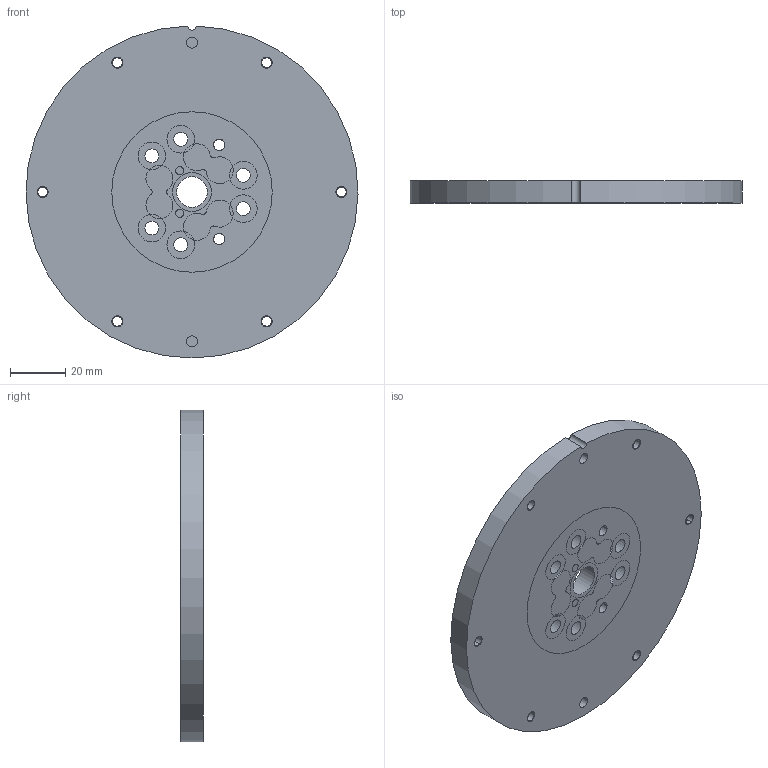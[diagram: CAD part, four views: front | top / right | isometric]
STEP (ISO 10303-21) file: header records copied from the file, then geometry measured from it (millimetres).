
FILE_DESCRIPTION((''),'2;1');
FILE_NAME('MG0004A0','2025-02-05T14:44:36',('sduddu'),(''),'CREO PARAMETRIC BY PTC INC, 2023014','CREO PARAMETRIC BY PTC INC, 2023014','');
FILE_SCHEMA(('AUTOMOTIVE_DESIGN { 1 0 10303 214 1 1 1 1 }'));
Length unit declared in the file: millimetre
Products named in the file (1): MG0004A0
Bounding box: 119.99 x 8 x 119.98 mm (x, y, z)
Volume: 85557.2 mm3; surface area: 29525.8 mm2
Topology: 1 solids, 8 shells, 77 faces, 239 edges, 179 vertices
Faces by surface type: cylinder 60, plane 17
Entity records: 5016 total; most frequent: DIRECTION 630, CARTESIAN_POINT 538, ORIENTED_EDGE 407, AXIS2_PLACEMENT_3D 274, PRESENTATION_STYLE_ASSIGNMENT 270, STYLED_ITEM 269, CURVE_STYLE 261, EDGE_CURVE 239
